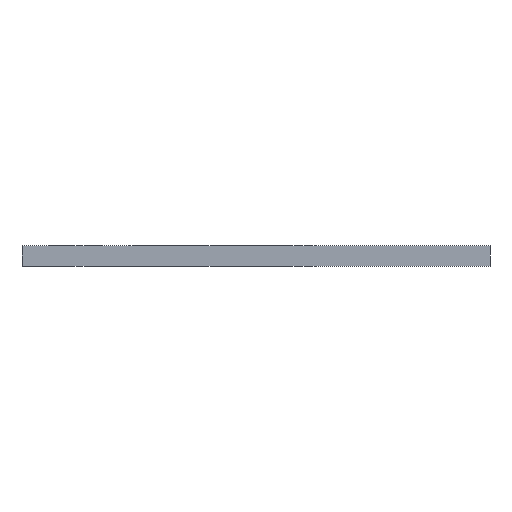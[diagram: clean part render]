
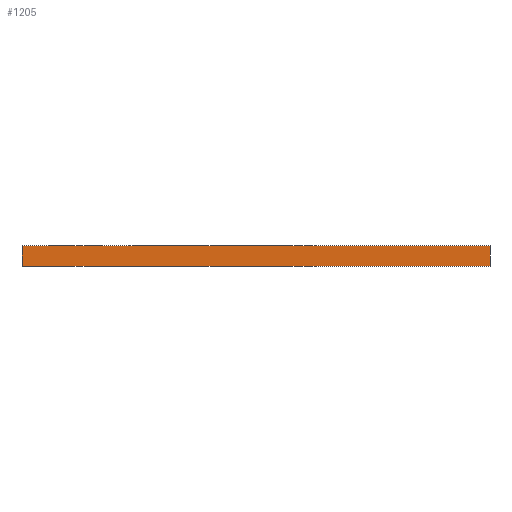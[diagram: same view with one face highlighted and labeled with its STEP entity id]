
A CAD part, front view. The second image highlights one B-rep face of the part: STEP entity #1205.
In plain terms, the highlighted planar face has unit normal (0, -1, 0).
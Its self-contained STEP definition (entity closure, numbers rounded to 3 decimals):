
#128=CARTESIAN_POINT('Line Origine',(27.,-8.,3.)) ;
#132=CARTESIAN_POINT('Vertex',(-8.,-8.,3.)) ;
#134=CARTESIAN_POINT('Vertex',(62.,-8.,3.)) ;
#656=CARTESIAN_POINT('Vertex',(-8.,-8.,0.)) ;
#670=CARTESIAN_POINT('Vertex',(62.,-8.,0.)) ;
#673=CARTESIAN_POINT('Line Origine',(27.,-8.,0.)) ;
#1184=CARTESIAN_POINT('Axis2P3D Location',(-8.,-8.,0.)) ;
#1189=CARTESIAN_POINT('Line Origine',(-8.,-8.,1.5)) ;
#1194=CARTESIAN_POINT('Line Origine',(62.,-8.,1.5)) ;
#129=DIRECTION('Vector Direction',(1.,0.,0.)) ;
#674=DIRECTION('Vector Direction',(1.,0.,0.)) ;
#1185=DIRECTION('Axis2P3D Direction',(0.,-1.,0.)) ;
#1186=DIRECTION('Axis2P3D XDirection',(1.,0.,0.)) ;
#1190=DIRECTION('Vector Direction',(0.,0.,1.)) ;
#1195=DIRECTION('Vector Direction',(0.,0.,1.)) ;
#1187=AXIS2_PLACEMENT_3D('Plane Axis2P3D',#1184,#1185,#1186) ;
#1200=ORIENTED_EDGE('',*,*,#1193,.F.) ;
#1201=ORIENTED_EDGE('',*,*,#677,.T.) ;
#1202=ORIENTED_EDGE('',*,*,#1198,.T.) ;
#1203=ORIENTED_EDGE('',*,*,#136,.F.) ;
#130=VECTOR('Line Direction',#129,1.) ;
#675=VECTOR('Line Direction',#674,1.) ;
#1191=VECTOR('Line Direction',#1190,1.) ;
#1196=VECTOR('Line Direction',#1195,1.) ;
#1205=ADVANCED_FACE('Corps principal',(#1204),#1188,.T.) ;
#136=EDGE_CURVE('',#133,#135,#131,.T.) ;
#677=EDGE_CURVE('',#657,#671,#676,.T.) ;
#1193=EDGE_CURVE('',#657,#133,#1192,.T.) ;
#1198=EDGE_CURVE('',#671,#135,#1197,.T.) ;
#1199=EDGE_LOOP('',(#1200,#1201,#1202,#1203)) ;
#1204=FACE_OUTER_BOUND('',#1199,.T.) ;
#131=LINE('Line',#128,#130) ;
#676=LINE('Line',#673,#675) ;
#1192=LINE('Line',#1189,#1191) ;
#1197=LINE('Line',#1194,#1196) ;
#1188=PLANE('Plane',#1187) ;
#133=VERTEX_POINT('',#132) ;
#135=VERTEX_POINT('',#134) ;
#657=VERTEX_POINT('',#656) ;
#671=VERTEX_POINT('',#670) ;
